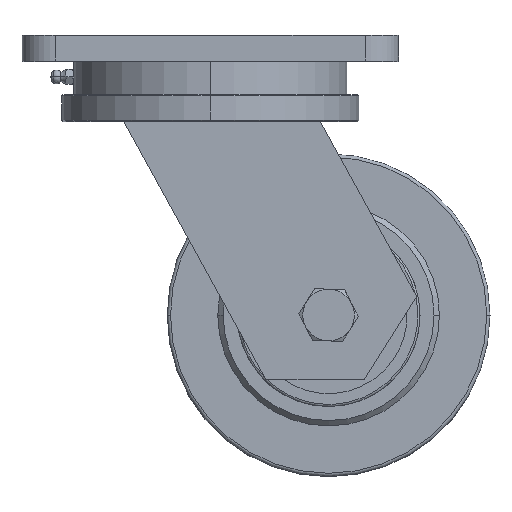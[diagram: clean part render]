
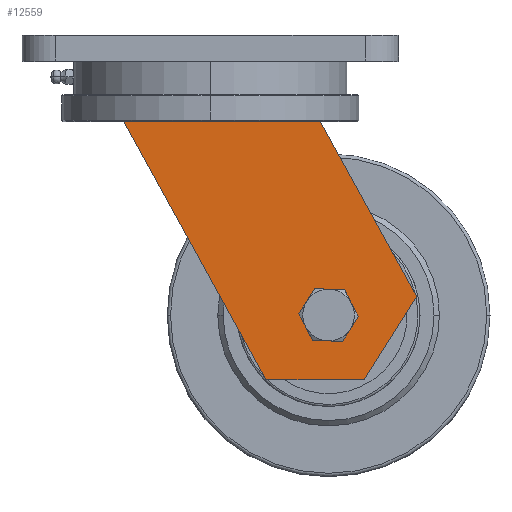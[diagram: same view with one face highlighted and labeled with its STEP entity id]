
A CAD part, top view. The second image highlights one B-rep face of the part: STEP entity #12559.
In plain terms, the highlighted planar face has unit normal (0, 0, 1).
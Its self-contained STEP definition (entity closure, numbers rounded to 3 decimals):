
#353 = VERTEX_POINT ( 'NONE', #4812 ) ;
#421 = VECTOR ( 'NONE', #12538, 1000. ) ;
#745 = DIRECTION ( 'NONE',  ( 0., 0., 1. ) ) ;
#1197 = DIRECTION ( 'NONE',  ( 0.482, -0.876, 0. ) ) ;
#1360 = CARTESIAN_POINT ( 'NONE',  ( 51.093, -40., 43. ) ) ;
#1435 = ORIENTED_EDGE ( 'NONE', *, *, #5644, .T. ) ;
#1471 = AXIS2_PLACEMENT_3D ( 'NONE', #12222, #745, #10856 ) ;
#1645 = ORIENTED_EDGE ( 'NONE', *, *, #2668, .T. ) ;
#1664 = AXIS2_PLACEMENT_3D ( 'NONE', #5573, #5532, #5497 ) ;
#1966 = VERTEX_POINT ( 'NONE', #1360 ) ;
#2633 = EDGE_CURVE ( 'NONE', #9129, #13137, #9430, .T. ) ;
#2668 = EDGE_CURVE ( 'NONE', #353, #15412, #8383, .T. ) ;
#2830 = CARTESIAN_POINT ( 'NONE',  ( 25.858, -160., 43. ) ) ;
#3136 = CARTESIAN_POINT ( 'NONE',  ( 71.525, -160., 43. ) ) ;
#3340 = CIRCLE ( 'NONE', #7128, 8.25 ) ;
#3615 = CARTESIAN_POINT ( 'NONE',  ( -40.24, -40., 43. ) ) ;
#3620 = EDGE_CURVE ( 'NONE', #1966, #7912, #14543, .T. ) ;
#4077 = LINE ( 'NONE', #17959, #15186 ) ;
#4420 = VECTOR ( 'NONE', #18059, 1000. ) ;
#4482 = VECTOR ( 'NONE', #6992, 1000. ) ;
#4656 = LINE ( 'NONE', #2830, #8401 ) ;
#4812 = CARTESIAN_POINT ( 'NONE',  ( 25.858, -160., 43. ) ) ;
#4813 = FACE_OUTER_BOUND ( 'NONE', #13739, .T. ) ;
#5111 = VERTEX_POINT ( 'NONE', #11925 ) ;
#5497 = DIRECTION ( 'NONE',  ( -0.482, 0.876, 0. ) ) ;
#5532 = DIRECTION ( 'NONE',  ( 0., 0., -1. ) ) ;
#5573 = CARTESIAN_POINT ( 'NONE',  ( -40.24, -40., 43. ) ) ;
#5644 = EDGE_CURVE ( 'NONE', #7912, #353, #4656, .T. ) ;
#6029 = ORIENTED_EDGE ( 'NONE', *, *, #2633, .F. ) ;
#6403 = PLANE ( 'NONE',  #1664 ) ;
#6421 = CARTESIAN_POINT ( 'NONE',  ( 58.98, -137.226, 43. ) ) ;
#6759 = EDGE_CURVE ( 'NONE', #13137, #9129, #3340, .T. ) ;
#6992 = DIRECTION ( 'NONE',  ( -1., 0., 0. ) ) ;
#7128 = AXIS2_PLACEMENT_3D ( 'NONE', #12539, #12609, #11033 ) ;
#7912 = VERTEX_POINT ( 'NONE', #3615 ) ;
#8161 = LINE ( 'NONE', #18657, #4420 ) ;
#8383 = LINE ( 'NONE', #3136, #421 ) ;
#8401 = VECTOR ( 'NONE', #1197, 1000. ) ;
#8655 = ORIENTED_EDGE ( 'NONE', *, *, #3620, .T. ) ;
#9129 = VERTEX_POINT ( 'NONE', #11639 ) ;
#9430 = CIRCLE ( 'NONE', #1471, 8.25 ) ;
#9695 = CARTESIAN_POINT ( 'NONE',  ( -40.24, -40., 43. ) ) ;
#10538 = ORIENTED_EDGE ( 'NONE', *, *, #12184, .T. ) ;
#10856 = DIRECTION ( 'NONE',  ( 0.482, -0.876, 0. ) ) ;
#11033 = DIRECTION ( 'NONE',  ( 0.482, -0.876, 0. ) ) ;
#11639 = CARTESIAN_POINT ( 'NONE',  ( 51.02, -122.774, 43. ) ) ;
#11738 = EDGE_LOOP ( 'NONE', ( #17837, #6029 ) ) ;
#11925 = CARTESIAN_POINT ( 'NONE',  ( 95.931, -121.402, 43. ) ) ;
#12121 = ORIENTED_EDGE ( 'NONE', *, *, #14117, .T. ) ;
#12177 = CARTESIAN_POINT ( 'NONE',  ( 71.525, -160., 43. ) ) ;
#12184 = EDGE_CURVE ( 'NONE', #15412, #5111, #8161, .T. ) ;
#12222 = CARTESIAN_POINT ( 'NONE',  ( 55., -130., 43. ) ) ;
#12538 = DIRECTION ( 'NONE',  ( 1., 0., 0. ) ) ;
#12539 = CARTESIAN_POINT ( 'NONE',  ( 55., -130., 43. ) ) ;
#12559 = ADVANCED_FACE ( 'NONE', ( #16403, #4813 ), #6403, .F. ) ;
#12609 = DIRECTION ( 'NONE',  ( 0., 0., 1. ) ) ;
#13137 = VERTEX_POINT ( 'NONE', #6421 ) ;
#13739 = EDGE_LOOP ( 'NONE', ( #1435, #1645, #10538, #12121, #8655 ) ) ;
#14117 = EDGE_CURVE ( 'NONE', #5111, #1966, #4077, .T. ) ;
#14543 = LINE ( 'NONE', #9695, #4482 ) ;
#15186 = VECTOR ( 'NONE', #18217, 1000. ) ;
#15412 = VERTEX_POINT ( 'NONE', #12177 ) ;
#16403 = FACE_BOUND ( 'NONE', #11738, .T. ) ;
#17837 = ORIENTED_EDGE ( 'NONE', *, *, #6759, .F. ) ;
#17959 = CARTESIAN_POINT ( 'NONE',  ( 51.093, -40., 43. ) ) ;
#18059 = DIRECTION ( 'NONE',  ( 0.534, 0.845, 0. ) ) ;
#18217 = DIRECTION ( 'NONE',  ( -0.482, 0.876, 0. ) ) ;
#18657 = CARTESIAN_POINT ( 'NONE',  ( 95.931, -121.402, 43. ) ) ;
